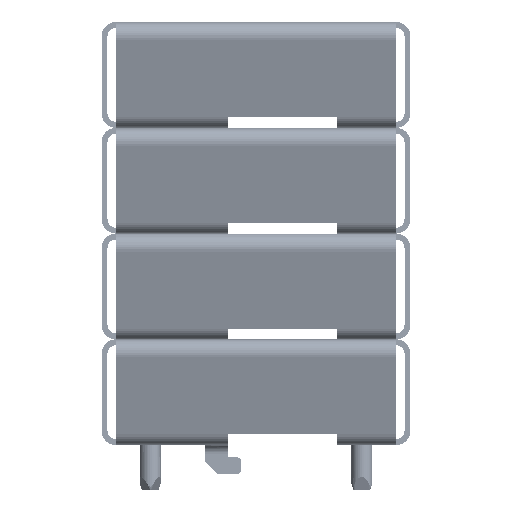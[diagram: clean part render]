
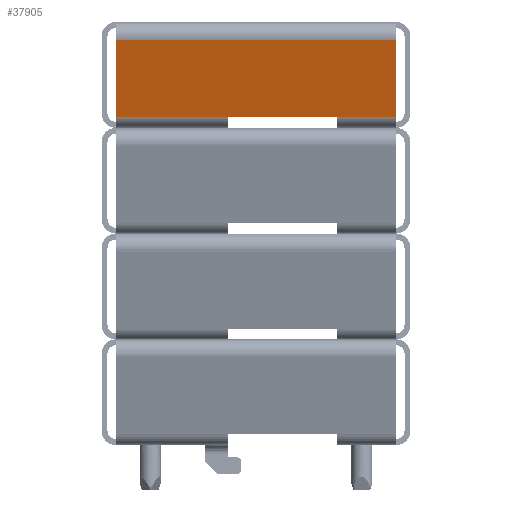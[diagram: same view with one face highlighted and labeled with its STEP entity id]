
A CAD part, left-side view. The second image highlights one B-rep face of the part: STEP entity #37905.
In plain terms, the highlighted planar face has unit normal (-0.966, 0, -0.259).
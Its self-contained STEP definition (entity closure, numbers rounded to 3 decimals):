
#594 = DIRECTION ( 'NONE',  ( 0., -1., 0. ) ) ;
#4347 = LINE ( 'NONE', #30911, #49726 ) ;
#4368 = DIRECTION ( 'NONE',  ( 0.966, 0., 0.259 ) ) ;
#4944 = CARTESIAN_POINT ( 'NONE',  ( -476.884, 33.1, 8.22 ) ) ;
#5462 = EDGE_CURVE ( 'NONE', #24736, #19621, #38517, .T. ) ;
#5611 = CARTESIAN_POINT ( 'NONE',  ( -472.007, -33.1, -9.98 ) ) ;
#5869 = DIRECTION ( 'NONE',  ( -0.259, 0., 0.966 ) ) ;
#6600 = CARTESIAN_POINT ( 'NONE',  ( -472.007, 33.1, -9.98 ) ) ;
#7342 = CARTESIAN_POINT ( 'NONE',  ( -472.007, 6.5, -9.98 ) ) ;
#8309 = LINE ( 'NONE', #20535, #42276 ) ;
#12621 = EDGE_CURVE ( 'NONE', #34630, #39404, #49073, .T. ) ;
#13991 = AXIS2_PLACEMENT_3D ( 'NONE', #51184, #4368, #17173 ) ;
#16631 = EDGE_CURVE ( 'NONE', #24736, #47130, #4347, .T. ) ;
#17173 = DIRECTION ( 'NONE',  ( 0.259, 0., -0.966 ) ) ;
#17471 = VECTOR ( 'NONE', #37013, 1000. ) ;
#19621 = VERTEX_POINT ( 'NONE', #5611 ) ;
#20535 = CARTESIAN_POINT ( 'NONE',  ( -472.007, -33.1, -9.98 ) ) ;
#20978 = FACE_OUTER_BOUND ( 'NONE', #21576, .T. ) ;
#21576 = EDGE_LOOP ( 'NONE', ( #32068, #42596, #32653, #37650, #27128, #46275 ) ) ;
#23247 = VERTEX_POINT ( 'NONE', #36838 ) ;
#24736 = VERTEX_POINT ( 'NONE', #54918 ) ;
#26187 = EDGE_CURVE ( 'NONE', #23247, #47130, #46137, .T. ) ;
#27128 = ORIENTED_EDGE ( 'NONE', *, *, #16631, .F. ) ;
#27914 = CARTESIAN_POINT ( 'NONE',  ( -472.007, 33.1, -9.98 ) ) ;
#28997 = LINE ( 'NONE', #6600, #41934 ) ;
#29140 = VECTOR ( 'NONE', #39930, 1000. ) ;
#29228 = DIRECTION ( 'NONE',  ( 0.259, 0., -0.966 ) ) ;
#29409 = EDGE_CURVE ( 'NONE', #23247, #34630, #28997, .T. ) ;
#30580 = EDGE_CURVE ( 'NONE', #39404, #19621, #8309, .T. ) ;
#30911 = CARTESIAN_POINT ( 'NONE',  ( -472.007, -23.47, -9.98 ) ) ;
#32068 = ORIENTED_EDGE ( 'NONE', *, *, #30580, .F. ) ;
#32653 = ORIENTED_EDGE ( 'NONE', *, *, #29409, .F. ) ;
#34630 = VERTEX_POINT ( 'NONE', #4944 ) ;
#35700 = CARTESIAN_POINT ( 'NONE',  ( -472.007, 33.1, -9.98 ) ) ;
#36838 = CARTESIAN_POINT ( 'NONE',  ( -472.007, 33.1, -9.98 ) ) ;
#37013 = DIRECTION ( 'NONE',  ( 0., -1., 0. ) ) ;
#37650 = ORIENTED_EDGE ( 'NONE', *, *, #26187, .T. ) ;
#37905 = ADVANCED_FACE ( 'NONE', ( #20978 ), #43352, .F. ) ;
#38517 = LINE ( 'NONE', #27914, #17471 ) ;
#39404 = VERTEX_POINT ( 'NONE', #43852 ) ;
#39930 = DIRECTION ( 'NONE',  ( 0., -1., 0. ) ) ;
#41934 = VECTOR ( 'NONE', #5869, 1000. ) ;
#42276 = VECTOR ( 'NONE', #29228, 1000. ) ;
#42596 = ORIENTED_EDGE ( 'NONE', *, *, #12621, .F. ) ;
#43352 = PLANE ( 'NONE',  #13991 ) ;
#43852 = CARTESIAN_POINT ( 'NONE',  ( -476.884, -33.1, 8.22 ) ) ;
#44260 = DIRECTION ( 'NONE',  ( 0., 1., 0. ) ) ;
#46137 = LINE ( 'NONE', #35700, #29140 ) ;
#46275 = ORIENTED_EDGE ( 'NONE', *, *, #5462, .T. ) ;
#47130 = VERTEX_POINT ( 'NONE', #7342 ) ;
#48489 = CARTESIAN_POINT ( 'NONE',  ( -476.884, 33.1, 8.22 ) ) ;
#49073 = LINE ( 'NONE', #48489, #55192 ) ;
#49726 = VECTOR ( 'NONE', #44260, 1000. ) ;
#51184 = CARTESIAN_POINT ( 'NONE',  ( -472.007, 33.1, -9.98 ) ) ;
#54918 = CARTESIAN_POINT ( 'NONE',  ( -472.007, -19.1, -9.98 ) ) ;
#55192 = VECTOR ( 'NONE', #594, 1000. ) ;
